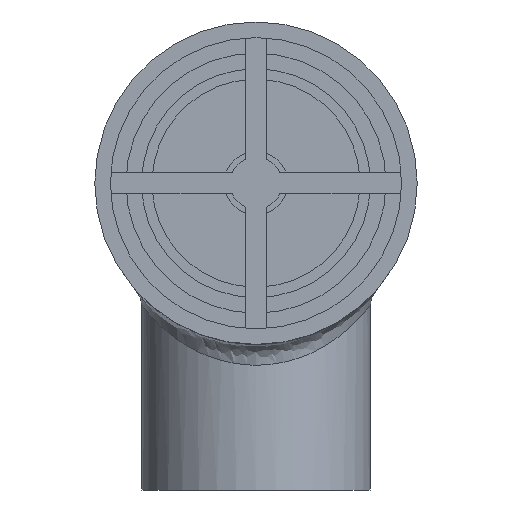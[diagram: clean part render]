
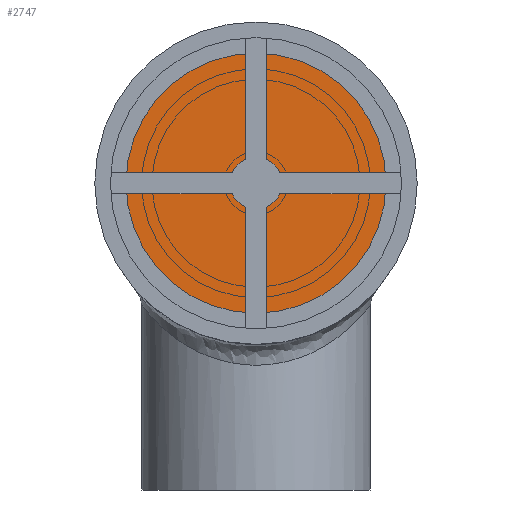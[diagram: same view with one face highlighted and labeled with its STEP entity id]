
A CAD part, front view. The second image highlights one B-rep face of the part: STEP entity #2747.
In plain terms, the highlighted planar face has unit normal (0, -1, 0).
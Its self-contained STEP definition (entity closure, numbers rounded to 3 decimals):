
#577=PLANE('',#3041);
#692=FACE_OUTER_BOUND('',#870,.T.);
#870=EDGE_LOOP('',(#2199));
#1057=CIRCLE('',#3040,12.5);
#1295=VERTEX_POINT('',#5379);
#1624=EDGE_CURVE('',#1295,#1295,#1057,.T.);
#2199=ORIENTED_EDGE('',*,*,#1624,.T.);
#2747=ADVANCED_FACE('',(#692),#577,.T.);
#3040=AXIS2_PLACEMENT_3D('',#5380,#3614,#3615);
#3041=AXIS2_PLACEMENT_3D('',#5382,#3617,#3618);
#3614=DIRECTION('center_axis',(0.,-1.,0.));
#3615=DIRECTION('ref_axis',(1.,0.,0.));
#3617=DIRECTION('center_axis',(0.,-1.,0.));
#3618=DIRECTION('ref_axis',(1.,0.,0.));
#5379=CARTESIAN_POINT('',(-12.5,3.85,0.));
#5380=CARTESIAN_POINT('Origin',(0.,3.85,0.));
#5382=CARTESIAN_POINT('Origin',(0.,3.85,0.));
